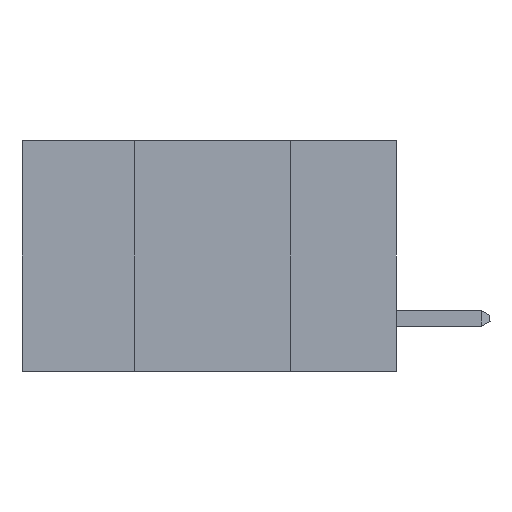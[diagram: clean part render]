
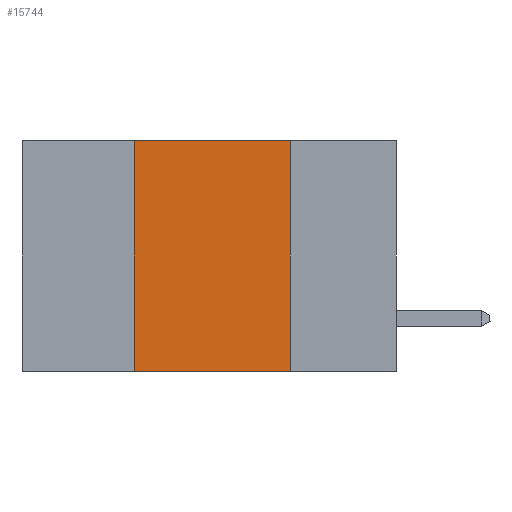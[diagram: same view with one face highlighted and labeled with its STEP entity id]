
A CAD part, left-side view. The second image highlights one B-rep face of the part: STEP entity #15744.
In plain terms, the highlighted planar face has unit normal (-1, 0, 0).
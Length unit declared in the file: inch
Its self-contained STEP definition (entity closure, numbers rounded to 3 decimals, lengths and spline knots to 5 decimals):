
#369 = CARTESIAN_POINT ( 'NONE',  ( 0., 0.6, -0.37 ) ) ;
#649 = ORIENTED_EDGE ( 'NONE', *, *, #14264, .F. ) ;
#1033 = CARTESIAN_POINT ( 'NONE',  ( 0., 0.6, 0. ) ) ;
#2652 = LINE ( 'NONE', #3448, #6955 ) ;
#3001 = CARTESIAN_POINT ( 'NONE',  ( 0., 0.42, 0. ) ) ;
#3448 = CARTESIAN_POINT ( 'NONE',  ( 0., 0.6, 0. ) ) ;
#3576 = ORIENTED_EDGE ( 'NONE', *, *, #6374, .F. ) ;
#3826 = AXIS2_PLACEMENT_3D ( 'NONE', #1033, #4730, #17020 ) ;
#4645 = PLANE ( 'NONE',  #3826 ) ;
#4730 = DIRECTION ( 'NONE',  ( 1., 0., 0. ) ) ;
#4866 = LINE ( 'NONE', #7802, #17798 ) ;
#6113 = VERTEX_POINT ( 'NONE', #14892 ) ;
#6374 = EDGE_CURVE ( 'NONE', #10589, #6804, #4866, .T. ) ;
#6621 = CARTESIAN_POINT ( 'NONE',  ( 0., 0.17, -0.37 ) ) ;
#6804 = VERTEX_POINT ( 'NONE', #3001 ) ;
#6865 = VECTOR ( 'NONE', #18501, 39.37008 ) ;
#6955 = VECTOR ( 'NONE', #19254, 39.37008 ) ;
#6998 = VECTOR ( 'NONE', #11168, 39.37008 ) ;
#7802 = CARTESIAN_POINT ( 'NONE',  ( 0., 0.42, 0. ) ) ;
#8819 = DIRECTION ( 'NONE',  ( 0., 0., 1. ) ) ;
#9217 = VERTEX_POINT ( 'NONE', #6621 ) ;
#9234 = ORIENTED_EDGE ( 'NONE', *, *, #20241, .T. ) ;
#9869 = CARTESIAN_POINT ( 'NONE',  ( 0., 0.17, 0. ) ) ;
#10589 = VERTEX_POINT ( 'NONE', #16413 ) ;
#11168 = DIRECTION ( 'NONE',  ( 0., -1., 0. ) ) ;
#12125 = LINE ( 'NONE', #9869, #6865 ) ;
#12737 = ORIENTED_EDGE ( 'NONE', *, *, #22693, .F. ) ;
#14264 = EDGE_CURVE ( 'NONE', #6804, #6113, #2652, .T. ) ;
#14600 = EDGE_LOOP ( 'NONE', ( #12737, #649, #3576, #9234 ) ) ;
#14892 = CARTESIAN_POINT ( 'NONE',  ( 0., 0.17, 0. ) ) ;
#15744 = ADVANCED_FACE ( 'NONE', ( #19742 ), #4645, .F. ) ;
#16330 = LINE ( 'NONE', #369, #6998 ) ;
#16413 = CARTESIAN_POINT ( 'NONE',  ( 0., 0.42, -0.37 ) ) ;
#17020 = DIRECTION ( 'NONE',  ( 0., 0., -1. ) ) ;
#17798 = VECTOR ( 'NONE', #8819, 39.37008 ) ;
#18501 = DIRECTION ( 'NONE',  ( 0., 0., -1. ) ) ;
#19254 = DIRECTION ( 'NONE',  ( 0., -1., 0. ) ) ;
#19742 = FACE_OUTER_BOUND ( 'NONE', #14600, .T. ) ;
#20241 = EDGE_CURVE ( 'NONE', #10589, #9217, #16330, .T. ) ;
#22693 = EDGE_CURVE ( 'NONE', #6113, #9217, #12125, .T. ) ;
